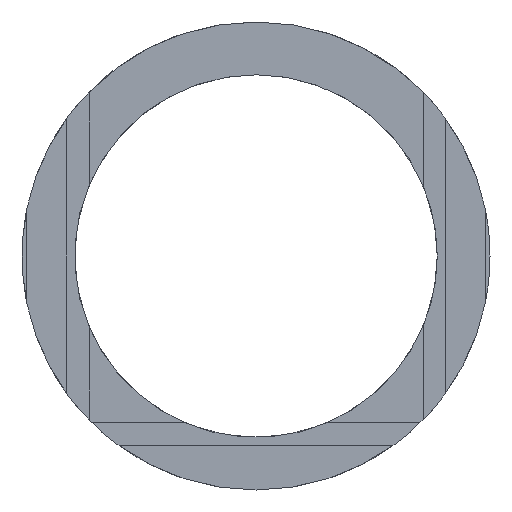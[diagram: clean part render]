
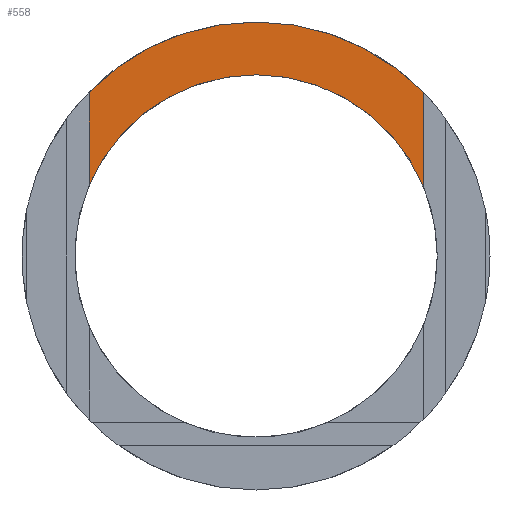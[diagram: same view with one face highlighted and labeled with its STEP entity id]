
A CAD part, left-side view. The second image highlights one B-rep face of the part: STEP entity #558.
In plain terms, the highlighted planar face has unit normal (-1, 0, 0).
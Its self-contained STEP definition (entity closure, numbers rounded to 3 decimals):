
#36=PLANE('',#620);
#62=FACE_OUTER_BOUND('',#93,.T.);
#93=EDGE_LOOP('',(#449,#450,#451,#452));
#118=LINE('',#848,#167);
#126=LINE('',#866,#175);
#167=VECTOR('',#672,10.);
#175=VECTOR('',#684,10.);
#226=CIRCLE('',#621,18.2);
#227=CIRCLE('',#622,23.497);
#248=VERTEX_POINT('',#842);
#250=VERTEX_POINT('',#846);
#256=VERTEX_POINT('',#860);
#258=VERTEX_POINT('',#864);
#306=EDGE_CURVE('',#248,#250,#118,.T.);
#314=EDGE_CURVE('',#256,#258,#126,.T.);
#351=EDGE_CURVE('',#250,#256,#226,.T.);
#352=EDGE_CURVE('',#258,#248,#227,.T.);
#449=ORIENTED_EDGE('',*,*,#306,.T.);
#450=ORIENTED_EDGE('',*,*,#351,.T.);
#451=ORIENTED_EDGE('',*,*,#314,.T.);
#452=ORIENTED_EDGE('',*,*,#352,.T.);
#558=ADVANCED_FACE('',(#62),#36,.F.);
#620=AXIS2_PLACEMENT_3D('',#937,#758,#759);
#621=AXIS2_PLACEMENT_3D('',#938,#760,#761);
#622=AXIS2_PLACEMENT_3D('',#939,#762,#763);
#672=DIRECTION('',(0.,0.,-1.));
#684=DIRECTION('',(0.,0.,1.));
#758=DIRECTION('center_axis',(1.,0.,0.));
#759=DIRECTION('ref_axis',(0.,1.,0.));
#760=DIRECTION('center_axis',(1.,0.,0.));
#761=DIRECTION('ref_axis',(0.,1.,0.));
#762=DIRECTION('center_axis',(-1.,0.,0.));
#763=DIRECTION('ref_axis',(0.,1.,0.));
#842=CARTESIAN_POINT('',(-13.5,16.753,14.898));
#846=CARTESIAN_POINT('',(-13.5,16.753,5.534));
#848=CARTESIAN_POINT('',(-13.5,16.753,-9.961));
#860=CARTESIAN_POINT('',(-13.5,-16.775,5.481));
#864=CARTESIAN_POINT('',(-13.5,-16.775,14.876));
#866=CARTESIAN_POINT('',(-13.5,-16.775,6.676));
#937=CARTESIAN_POINT('Origin',(-13.5,0.,-1.578));
#938=CARTESIAN_POINT('Origin',(-13.5,0.,-1.578));
#939=CARTESIAN_POINT('Origin',(-13.5,0.,-1.578));
